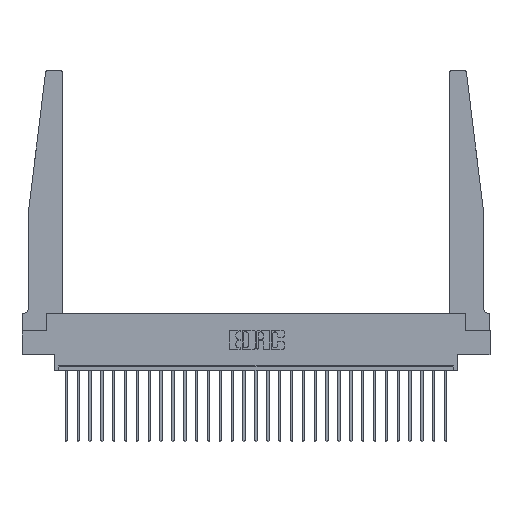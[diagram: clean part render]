
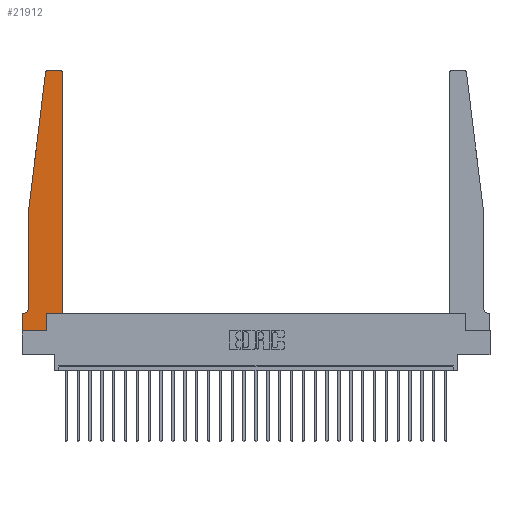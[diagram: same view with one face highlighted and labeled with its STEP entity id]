
A CAD part, top view. The second image highlights one B-rep face of the part: STEP entity #21912.
In plain terms, the highlighted planar face has unit normal (0, 0, 1).
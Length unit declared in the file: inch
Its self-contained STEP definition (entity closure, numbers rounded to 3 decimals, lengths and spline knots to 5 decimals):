
#947 = VERTEX_POINT ( 'NONE', #4515 ) ;
#1489 = DIRECTION ( 'NONE',  ( 1., 0., 0. ) ) ;
#1755 = CARTESIAN_POINT ( 'NONE',  ( 0., 0.1875, 0.37 ) ) ;
#1970 = LINE ( 'NONE', #14449, #17718 ) ;
#2394 = ORIENTED_EDGE ( 'NONE', *, *, #3758, .T. ) ;
#2409 = VECTOR ( 'NONE', #9672, 39.37008 ) ;
#2672 = ORIENTED_EDGE ( 'NONE', *, *, #7820, .T. ) ;
#2711 = CARTESIAN_POINT ( 'NONE',  ( 0.065, 1.25, 0.37 ) ) ;
#3385 = CARTESIAN_POINT ( 'NONE',  ( 0.395, 2.75, 0.37 ) ) ;
#3391 = CARTESIAN_POINT ( 'NONE',  ( 0.065, 0.2375, 0.37 ) ) ;
#3562 = DIRECTION ( 'NONE',  ( 1., 0., 0. ) ) ;
#3602 = CARTESIAN_POINT ( 'NONE',  ( 0.2605, 0.18, 0.37 ) ) ;
#3752 = AXIS2_PLACEMENT_3D ( 'NONE', #1755, #20010, #1489 ) ;
#3758 = EDGE_CURVE ( 'NONE', #25447, #19029, #10199, .T. ) ;
#3760 = VERTEX_POINT ( 'NONE', #3391 ) ;
#3832 = EDGE_CURVE ( 'NONE', #24886, #9926, #21747, .T. ) ;
#4111 = ORIENTED_EDGE ( 'NONE', *, *, #11133, .T. ) ;
#4194 = CARTESIAN_POINT ( 'NONE',  ( 0.065, 1.25, 0.37 ) ) ;
#4416 = EDGE_CURVE ( 'NONE', #19418, #7809, #6876, .T. ) ;
#4422 = CARTESIAN_POINT ( 'NONE',  ( 0.425, 2.72, 0.37 ) ) ;
#4441 = LINE ( 'NONE', #13456, #19275 ) ;
#4515 = CARTESIAN_POINT ( 'NONE',  ( 0.24675, 2.72367, 0.37 ) ) ;
#4598 = DIRECTION ( 'NONE',  ( -1., 0., 0. ) ) ;
#4688 = VERTEX_POINT ( 'NONE', #3602 ) ;
#4825 = CARTESIAN_POINT ( 'NONE',  ( 0.2605, 0.18, 0.37 ) ) ;
#5423 = LINE ( 'NONE', #4825, #23177 ) ;
#5464 = LINE ( 'NONE', #24127, #19338 ) ;
#5480 = CARTESIAN_POINT ( 'NONE',  ( 0.425, 0.18, 0.37 ) ) ;
#6352 = EDGE_CURVE ( 'NONE', #3760, #25447, #14263, .T. ) ;
#6876 = LINE ( 'NONE', #23947, #10176 ) ;
#6933 = EDGE_CURVE ( 'NONE', #11642, #3760, #1970, .T. ) ;
#7272 = CARTESIAN_POINT ( 'NONE',  ( 0.425, 0.18, 0.37 ) ) ;
#7318 = ORIENTED_EDGE ( 'NONE', *, *, #23774, .T. ) ;
#7327 = FACE_OUTER_BOUND ( 'NONE', #16255, .T. ) ;
#7626 = DIRECTION ( 'NONE',  ( 1., 0., 0. ) ) ;
#7725 = ORIENTED_EDGE ( 'NONE', *, *, #10401, .T. ) ;
#7809 = VERTEX_POINT ( 'NONE', #11192 ) ;
#7820 = EDGE_CURVE ( 'NONE', #7809, #4688, #5423, .T. ) ;
#8289 = VERTEX_POINT ( 'NONE', #10388 ) ;
#9484 = DIRECTION ( 'NONE',  ( 1., 0., 0. ) ) ;
#9672 = DIRECTION ( 'NONE',  ( 0., 1., 0. ) ) ;
#9926 = VERTEX_POINT ( 'NONE', #4422 ) ;
#10103 = CARTESIAN_POINT ( 'NONE',  ( 0.425, 0.18, 0.37 ) ) ;
#10176 = VECTOR ( 'NONE', #7626, 39.37008 ) ;
#10199 = LINE ( 'NONE', #11118, #24284 ) ;
#10340 = VERTEX_POINT ( 'NONE', #3385 ) ;
#10388 = CARTESIAN_POINT ( 'NONE',  ( 0.27653, 2.75, 0.37 ) ) ;
#10401 = EDGE_CURVE ( 'NONE', #8289, #947, #22548, .T. ) ;
#11118 = CARTESIAN_POINT ( 'NONE',  ( 0.065, 0.1875, 0.37 ) ) ;
#11133 = EDGE_CURVE ( 'NONE', #10340, #8289, #4441, .T. ) ;
#11192 = CARTESIAN_POINT ( 'NONE',  ( 0.2605, 0., 0.37 ) ) ;
#11474 = DIRECTION ( 'NONE',  ( -1., 0., 0. ) ) ;
#11642 = VERTEX_POINT ( 'NONE', #4194 ) ;
#12149 = DIRECTION ( 'NONE',  ( 0., 0., -1. ) ) ;
#12688 = EDGE_CURVE ( 'NONE', #947, #11642, #23380, .T. ) ;
#12755 = AXIS2_PLACEMENT_3D ( 'NONE', #22444, #12149, #26439 ) ;
#13091 = CIRCLE ( 'NONE', #22061, 0.03 ) ;
#13320 = DIRECTION ( 'NONE',  ( 0., 1., 0. ) ) ;
#13456 = CARTESIAN_POINT ( 'NONE',  ( 0.25, 2.75, 0.37 ) ) ;
#13682 = DIRECTION ( 'NONE',  ( 0., 0., 1. ) ) ;
#13762 = CARTESIAN_POINT ( 'NONE',  ( 0., 0.1875, 0.37 ) ) ;
#14153 = ORIENTED_EDGE ( 'NONE', *, *, #12688, .T. ) ;
#14263 = CIRCLE ( 'NONE', #12755, 0.05 ) ;
#14449 = CARTESIAN_POINT ( 'NONE',  ( 0.065, 1.25, 0.37 ) ) ;
#14672 = DIRECTION ( 'NONE',  ( 0., 0., 1. ) ) ;
#16051 = PLANE ( 'NONE',  #3752 ) ;
#16255 = EDGE_LOOP ( 'NONE', ( #4111, #7725, #14153, #25077, #26246, #2394, #21486, #23510, #2672, #7318, #20572, #20501 ) ) ;
#17203 = LINE ( 'NONE', #10103, #22056 ) ;
#17550 = VECTOR ( 'NONE', #21823, 39.37008 ) ;
#17718 = VECTOR ( 'NONE', #18401, 39.37008 ) ;
#18401 = DIRECTION ( 'NONE',  ( 0., -1., 0. ) ) ;
#19029 = VERTEX_POINT ( 'NONE', #13762 ) ;
#19275 = VECTOR ( 'NONE', #4598, 39.37008 ) ;
#19338 = VECTOR ( 'NONE', #19760, 39.37008 ) ;
#19418 = VERTEX_POINT ( 'NONE', #23976 ) ;
#19760 = DIRECTION ( 'NONE',  ( 0., -1., 0. ) ) ;
#20010 = DIRECTION ( 'NONE',  ( 0., 0., 1. ) ) ;
#20192 = AXIS2_PLACEMENT_3D ( 'NONE', #21786, #13682, #9484 ) ;
#20501 = ORIENTED_EDGE ( 'NONE', *, *, #23377, .T. ) ;
#20572 = ORIENTED_EDGE ( 'NONE', *, *, #3832, .T. ) ;
#20805 = CARTESIAN_POINT ( 'NONE',  ( 0.395, 2.72, 0.37 ) ) ;
#21486 = ORIENTED_EDGE ( 'NONE', *, *, #26053, .T. ) ;
#21747 = LINE ( 'NONE', #7272, #2409 ) ;
#21786 = CARTESIAN_POINT ( 'NONE',  ( 0.27653, 2.72, 0.37 ) ) ;
#21823 = DIRECTION ( 'NONE',  ( -0.122, -0.992, 0. ) ) ;
#21912 = ADVANCED_FACE ( 'NONE', ( #7327 ), #16051, .T. ) ;
#22056 = VECTOR ( 'NONE', #3562, 39.37008 ) ;
#22061 = AXIS2_PLACEMENT_3D ( 'NONE', #20805, #14672, #24803 ) ;
#22227 = CARTESIAN_POINT ( 'NONE',  ( 0.015, 0.1875, 0.37 ) ) ;
#22444 = CARTESIAN_POINT ( 'NONE',  ( 0.015, 0.2375, 0.37 ) ) ;
#22548 = CIRCLE ( 'NONE', #20192, 0.03 ) ;
#23177 = VECTOR ( 'NONE', #13320, 39.37008 ) ;
#23377 = EDGE_CURVE ( 'NONE', #9926, #10340, #13091, .T. ) ;
#23380 = LINE ( 'NONE', #2711, #17550 ) ;
#23510 = ORIENTED_EDGE ( 'NONE', *, *, #4416, .T. ) ;
#23774 = EDGE_CURVE ( 'NONE', #4688, #24886, #17203, .T. ) ;
#23947 = CARTESIAN_POINT ( 'NONE',  ( 0., 0., 0.37 ) ) ;
#23976 = CARTESIAN_POINT ( 'NONE',  ( 0., 0., 0.37 ) ) ;
#24127 = CARTESIAN_POINT ( 'NONE',  ( 0., 0., 0.37 ) ) ;
#24284 = VECTOR ( 'NONE', #11474, 39.37008 ) ;
#24803 = DIRECTION ( 'NONE',  ( 1., 0., 0. ) ) ;
#24886 = VERTEX_POINT ( 'NONE', #5480 ) ;
#25077 = ORIENTED_EDGE ( 'NONE', *, *, #6933, .T. ) ;
#25447 = VERTEX_POINT ( 'NONE', #22227 ) ;
#26053 = EDGE_CURVE ( 'NONE', #19029, #19418, #5464, .T. ) ;
#26246 = ORIENTED_EDGE ( 'NONE', *, *, #6352, .T. ) ;
#26439 = DIRECTION ( 'NONE',  ( -1., 0., 0. ) ) ;
